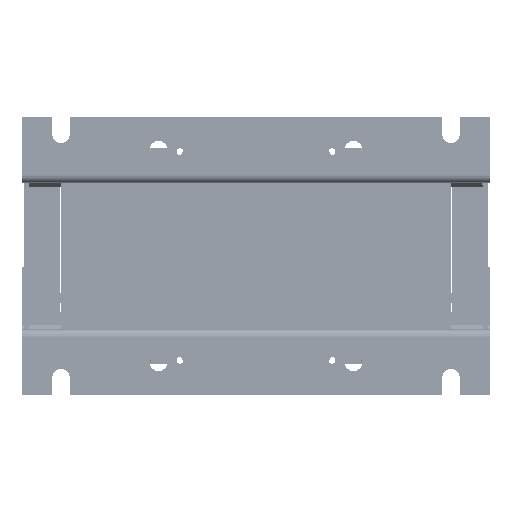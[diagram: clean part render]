
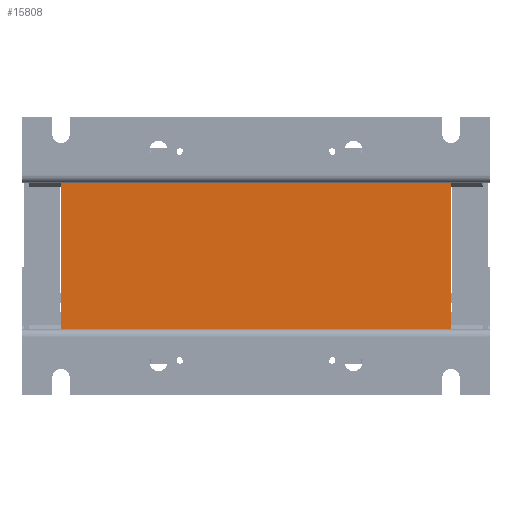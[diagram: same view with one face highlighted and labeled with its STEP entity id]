
A CAD part, front view. The second image highlights one B-rep face of the part: STEP entity #15808.
In plain terms, the highlighted face is planar.
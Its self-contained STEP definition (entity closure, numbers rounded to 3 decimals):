
#285=LINE('',#22917,#2063);
#287=LINE('',#22922,#2065);
#289=LINE('',#22926,#2067);
#290=LINE('',#22927,#2068);
#2063=VECTOR('',#18384,10.);
#2065=VECTOR('',#18388,10.);
#2067=VECTOR('',#18392,10.);
#2068=VECTOR('',#18393,10.);
#3824=PLANE('',#16953);
#4537=FACE_OUTER_BOUND('',#5402,.T.);
#5402=EDGE_LOOP('',(#10669,#10670,#10671,#10672));
#6815=VERTEX_POINT('',#22911);
#6817=VERTEX_POINT('',#22915);
#6819=VERTEX_POINT('',#22920);
#6820=VERTEX_POINT('',#22925);
#8337=EDGE_CURVE('',#6815,#6817,#285,.T.);
#8339=EDGE_CURVE('',#6817,#6819,#287,.T.);
#8341=EDGE_CURVE('',#6819,#6820,#289,.T.);
#8342=EDGE_CURVE('',#6815,#6820,#290,.T.);
#10669=ORIENTED_EDGE('',*,*,#8341,.T.);
#10670=ORIENTED_EDGE('',*,*,#8342,.F.);
#10671=ORIENTED_EDGE('',*,*,#8337,.T.);
#10672=ORIENTED_EDGE('',*,*,#8339,.T.);
#15808=ADVANCED_FACE('',(#4537),#3824,.T.);
#16953=AXIS2_PLACEMENT_3D('',#22924,#18390,#18391);
#18384=DIRECTION('',(-1.,0.,0.));
#18388=DIRECTION('',(0.,0.,1.));
#18390=DIRECTION('center_axis',(0.,1.,0.));
#18391=DIRECTION('ref_axis',(0.,0.,1.));
#18392=DIRECTION('',(1.,0.,0.));
#18393=DIRECTION('',(0.,0.,1.));
#22911=CARTESIAN_POINT('',(100.,100.,-37.5));
#22915=CARTESIAN_POINT('',(-100.,100.,-37.5));
#22917=CARTESIAN_POINT('',(100.,100.,-37.5));
#22920=CARTESIAN_POINT('',(-100.,100.,37.5));
#22922=CARTESIAN_POINT('',(-100.,100.,0.));
#22924=CARTESIAN_POINT('Origin',(-100.,100.,0.));
#22925=CARTESIAN_POINT('',(100.,100.,37.5));
#22926=CARTESIAN_POINT('',(100.,100.,37.5));
#22927=CARTESIAN_POINT('',(100.,100.,0.));
